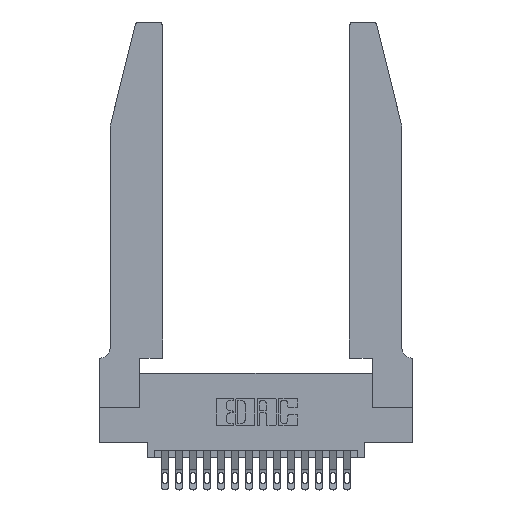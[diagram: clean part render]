
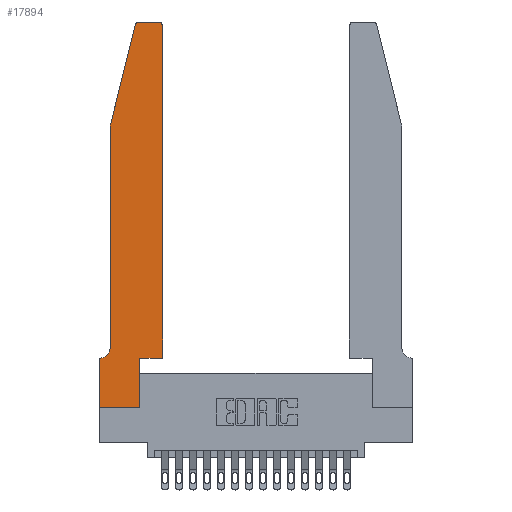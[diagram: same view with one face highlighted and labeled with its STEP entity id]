
A CAD part, top view. The second image highlights one B-rep face of the part: STEP entity #17894.
In plain terms, the highlighted planar face has unit normal (0, 0, 1).
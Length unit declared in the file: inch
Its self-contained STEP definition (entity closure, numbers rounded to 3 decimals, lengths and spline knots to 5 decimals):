
#13 = DIRECTION ( 'NONE',  ( 1., 0., 0. ) ) ;
#63 = VERTEX_POINT ( 'NONE', #10890 ) ;
#377 = LINE ( 'NONE', #9315, #10485 ) ;
#1064 = CARTESIAN_POINT ( 'NONE',  ( 0.4505, 0.35, 0.37 ) ) ;
#1184 = DIRECTION ( 'NONE',  ( 1., 0., 0. ) ) ;
#1280 = CARTESIAN_POINT ( 'NONE',  ( 0.284, 2.75, 0.37 ) ) ;
#1556 = ORIENTED_EDGE ( 'NONE', *, *, #12959, .T. ) ;
#1600 = VERTEX_POINT ( 'NONE', #5037 ) ;
#1772 = CARTESIAN_POINT ( 'NONE',  ( 0.2865, 0.35, 0.37 ) ) ;
#1801 = DIRECTION ( 'NONE',  ( 0., -1., 0. ) ) ;
#2133 = VERTEX_POINT ( 'NONE', #1280 ) ;
#2351 = VECTOR ( 'NONE', #19691, 39.37008 ) ;
#2462 = VERTEX_POINT ( 'NONE', #16387 ) ;
#2522 = ORIENTED_EDGE ( 'NONE', *, *, #6987, .T. ) ;
#2999 = DIRECTION ( 'NONE',  ( 1., 0., 0. ) ) ;
#3008 = LINE ( 'NONE', #3690, #17237 ) ;
#3021 = CARTESIAN_POINT ( 'NONE',  ( 0., 0., 0.37 ) ) ;
#3294 = PLANE ( 'NONE',  #8463 ) ;
#3325 = ORIENTED_EDGE ( 'NONE', *, *, #5544, .T. ) ;
#3439 = DIRECTION ( 'NONE',  ( 1., 0., 0. ) ) ;
#3451 = ORIENTED_EDGE ( 'NONE', *, *, #12882, .T. ) ;
#3690 = CARTESIAN_POINT ( 'NONE',  ( 0.2605, 2.75, 0.37 ) ) ;
#4249 = VERTEX_POINT ( 'NONE', #14376 ) ;
#4361 = EDGE_CURVE ( 'NONE', #2133, #6618, #7409, .T. ) ;
#4385 = VECTOR ( 'NONE', #7459, 39.37008 ) ;
#4416 = EDGE_LOOP ( 'NONE', ( #11481, #16204, #11925, #6702, #19513, #18826, #2522, #1556, #19885, #7073, #3325, #3451 ) ) ;
#5037 = CARTESIAN_POINT ( 'NONE',  ( 0.0755, 0.42, 0.37 ) ) ;
#5071 = VECTOR ( 'NONE', #1801, 39.37008 ) ;
#5544 = EDGE_CURVE ( 'NONE', #63, #5821, #15311, .T. ) ;
#5821 = VERTEX_POINT ( 'NONE', #14475 ) ;
#6109 = VECTOR ( 'NONE', #1184, 39.37008 ) ;
#6127 = LINE ( 'NONE', #8416, #6620 ) ;
#6238 = CARTESIAN_POINT ( 'NONE',  ( 0.0055, 0.42, 0.37 ) ) ;
#6618 = VERTEX_POINT ( 'NONE', #6752 ) ;
#6620 = VECTOR ( 'NONE', #16118, 39.37008 ) ;
#6644 = VERTEX_POINT ( 'NONE', #11503 ) ;
#6699 = DIRECTION ( 'NONE',  ( 0., 1., 0. ) ) ;
#6702 = ORIENTED_EDGE ( 'NONE', *, *, #14454, .T. ) ;
#6752 = CARTESIAN_POINT ( 'NONE',  ( 0.25487, 2.72718, 0.37 ) ) ;
#6920 = VERTEX_POINT ( 'NONE', #3021 ) ;
#6972 = AXIS2_PLACEMENT_3D ( 'NONE', #6238, #12283, #13861 ) ;
#6987 = EDGE_CURVE ( 'NONE', #6644, #6920, #11836, .T. ) ;
#7073 = ORIENTED_EDGE ( 'NONE', *, *, #14769, .T. ) ;
#7409 = CIRCLE ( 'NONE', #18120, 0.03 ) ;
#7459 = DIRECTION ( 'NONE',  ( 0., -1., 0. ) ) ;
#8109 = CARTESIAN_POINT ( 'NONE',  ( 0.4505, 0.35, 0.37 ) ) ;
#8416 = CARTESIAN_POINT ( 'NONE',  ( 0.0755, 0.35, 0.37 ) ) ;
#8463 = AXIS2_PLACEMENT_3D ( 'NONE', #14079, #9508, #13 ) ;
#8469 = CARTESIAN_POINT ( 'NONE',  ( 0.0055, 0.35, 0.37 ) ) ;
#9315 = CARTESIAN_POINT ( 'NONE',  ( 0., 0., 0.37 ) ) ;
#9440 = DIRECTION ( 'NONE',  ( 0., 1., 0. ) ) ;
#9445 = DIRECTION ( 'NONE',  ( 0., 0., 1. ) ) ;
#9508 = DIRECTION ( 'NONE',  ( 0., 0., 1. ) ) ;
#9706 = EDGE_CURVE ( 'NONE', #1600, #10178, #11079, .T. ) ;
#10178 = VERTEX_POINT ( 'NONE', #8469 ) ;
#10447 = LINE ( 'NONE', #1064, #6109 ) ;
#10485 = VECTOR ( 'NONE', #12397, 39.37008 ) ;
#10586 = CARTESIAN_POINT ( 'NONE',  ( 0.0755, 2., 0.37 ) ) ;
#10890 = CARTESIAN_POINT ( 'NONE',  ( 0.4505, 0.35, 0.37 ) ) ;
#11079 = CIRCLE ( 'NONE', #6972, 0.07 ) ;
#11175 = CARTESIAN_POINT ( 'NONE',  ( 0.284, 2.72, 0.37 ) ) ;
#11400 = FACE_OUTER_BOUND ( 'NONE', #4416, .T. ) ;
#11481 = ORIENTED_EDGE ( 'NONE', *, *, #17619, .T. ) ;
#11503 = CARTESIAN_POINT ( 'NONE',  ( 0., 0.35, 0.37 ) ) ;
#11836 = LINE ( 'NONE', #15701, #5071 ) ;
#11925 = ORIENTED_EDGE ( 'NONE', *, *, #12716, .T. ) ;
#12134 = CARTESIAN_POINT ( 'NONE',  ( 0.4205, 2.72, 0.37 ) ) ;
#12283 = DIRECTION ( 'NONE',  ( 0., 0., -1. ) ) ;
#12397 = DIRECTION ( 'NONE',  ( 1., 0., 0. ) ) ;
#12716 = EDGE_CURVE ( 'NONE', #6618, #2462, #13879, .T. ) ;
#12882 = EDGE_CURVE ( 'NONE', #5821, #19015, #18749, .T. ) ;
#12959 = EDGE_CURVE ( 'NONE', #6920, #15261, #377, .T. ) ;
#13062 = AXIS2_PLACEMENT_3D ( 'NONE', #12134, #13708, #2999 ) ;
#13066 = EDGE_CURVE ( 'NONE', #15261, #4249, #16557, .T. ) ;
#13708 = DIRECTION ( 'NONE',  ( 0., 0., 1. ) ) ;
#13861 = DIRECTION ( 'NONE',  ( -1., 0., 0. ) ) ;
#13879 = LINE ( 'NONE', #19612, #2351 ) ;
#14079 = CARTESIAN_POINT ( 'NONE',  ( 0., 0.35, 0.37 ) ) ;
#14376 = CARTESIAN_POINT ( 'NONE',  ( 0.2865, 0.35, 0.37 ) ) ;
#14409 = CARTESIAN_POINT ( 'NONE',  ( 0.2865, 0., 0.37 ) ) ;
#14454 = EDGE_CURVE ( 'NONE', #2462, #1600, #15515, .T. ) ;
#14475 = CARTESIAN_POINT ( 'NONE',  ( 0.4505, 2.72, 0.37 ) ) ;
#14769 = EDGE_CURVE ( 'NONE', #4249, #63, #10447, .T. ) ;
#15261 = VERTEX_POINT ( 'NONE', #14409 ) ;
#15311 = LINE ( 'NONE', #8109, #16524 ) ;
#15515 = LINE ( 'NONE', #10586, #4385 ) ;
#15701 = CARTESIAN_POINT ( 'NONE',  ( 0., 0., 0.37 ) ) ;
#16118 = DIRECTION ( 'NONE',  ( -1., 0., 0. ) ) ;
#16204 = ORIENTED_EDGE ( 'NONE', *, *, #4361, .T. ) ;
#16387 = CARTESIAN_POINT ( 'NONE',  ( 0.0755, 2., 0.37 ) ) ;
#16524 = VECTOR ( 'NONE', #9440, 39.37008 ) ;
#16557 = LINE ( 'NONE', #1772, #19721 ) ;
#17023 = CARTESIAN_POINT ( 'NONE',  ( 0.4205, 2.75, 0.37 ) ) ;
#17237 = VECTOR ( 'NONE', #17864, 39.37008 ) ;
#17574 = EDGE_CURVE ( 'NONE', #10178, #6644, #6127, .T. ) ;
#17619 = EDGE_CURVE ( 'NONE', #19015, #2133, #3008, .T. ) ;
#17864 = DIRECTION ( 'NONE',  ( -1., 0., 0. ) ) ;
#17894 = ADVANCED_FACE ( 'NONE', ( #11400 ), #3294, .T. ) ;
#18120 = AXIS2_PLACEMENT_3D ( 'NONE', #11175, #9445, #3439 ) ;
#18749 = CIRCLE ( 'NONE', #13062, 0.03 ) ;
#18826 = ORIENTED_EDGE ( 'NONE', *, *, #17574, .T. ) ;
#19015 = VERTEX_POINT ( 'NONE', #17023 ) ;
#19513 = ORIENTED_EDGE ( 'NONE', *, *, #9706, .T. ) ;
#19612 = CARTESIAN_POINT ( 'NONE',  ( 0.0755, 2., 0.37 ) ) ;
#19691 = DIRECTION ( 'NONE',  ( -0.239, -0.971, 0. ) ) ;
#19721 = VECTOR ( 'NONE', #6699, 39.37008 ) ;
#19885 = ORIENTED_EDGE ( 'NONE', *, *, #13066, .T. ) ;
